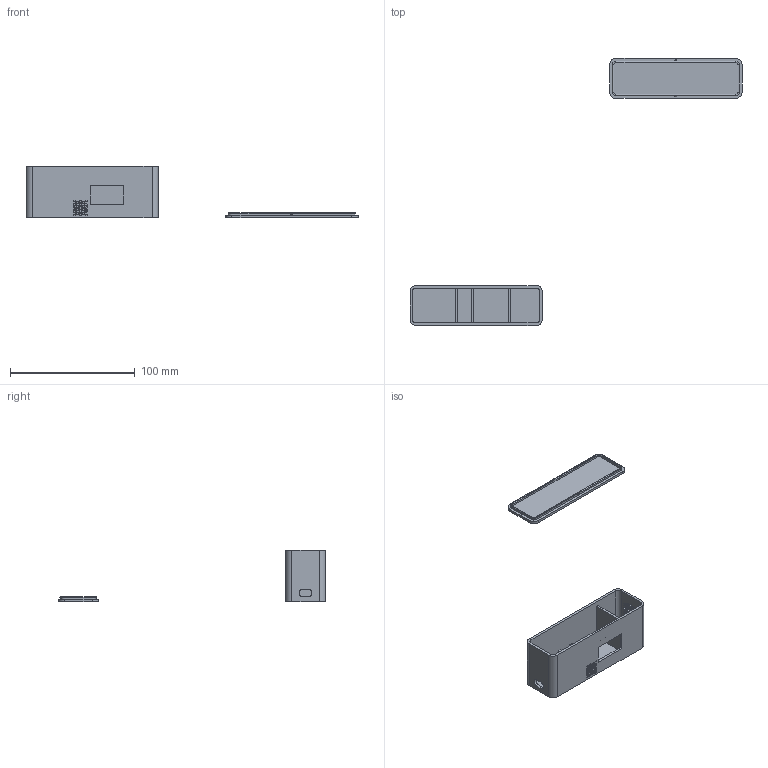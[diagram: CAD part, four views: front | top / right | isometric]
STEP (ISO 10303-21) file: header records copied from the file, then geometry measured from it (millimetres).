
FILE_DESCRIPTION(/* description */ (''),/* implementation_level */ '2;1');
FILE_NAME(/* name */ '',/* time_stamp */ '2025-08-26T14:08:26+02:00',/* author */ (''),/* organization */ (''),/* preprocessor_version */ 'ST-DEVELOPER v20.1',/* originating_system */ 'Autodesk Translation Framework v14.10.0.0',/* authorisation */ '');
FILE_SCHEMA (('AUTOMOTIVE_DESIGN { 1 0 10303 214 3 1 1 }'));
Length unit declared in the file: millimetre
Products named in the file (3): Capteur de qualité de l'air final; box; lid
Assembly tree (2 placements, depth 2):
  Capteur de qualité de l'air final
    box
    lid
Bounding box: 266 x 214 x 41 mm (x, y, z)
Volume: 35678.7 mm3; surface area: 38695.9 mm2
Topology: 2 solids, 2 shells, 186 faces, 556 edges, 362 vertices
Faces by surface type: cylinder 110, plane 70, torus 4, sphere 2
Full cylindrical faces by diameter (mm): 1.5 x2, 2 x60
Entity records: 6749 total; most frequent: DIRECTION 1168, CARTESIAN_POINT 1127, ORIENTED_EDGE 1108, EDGE_CURVE 554, AXIS2_PLACEMENT_3D 425, VERTEX_POINT 362, EDGE_LOOP 342, LINE 318
